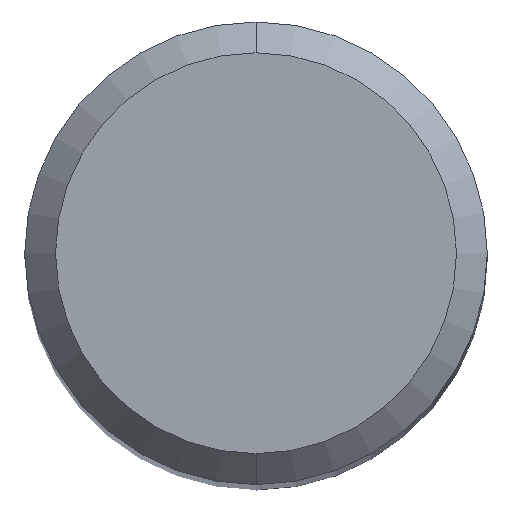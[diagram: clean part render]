
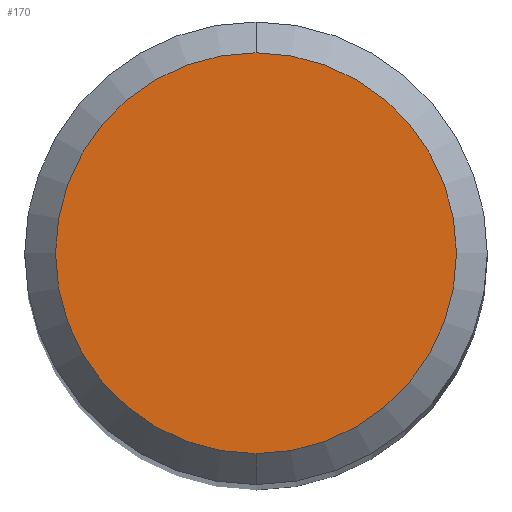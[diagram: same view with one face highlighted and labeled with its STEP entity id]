
A CAD part, top view. The second image highlights one B-rep face of the part: STEP entity #170.
In plain terms, the highlighted planar face has unit normal (0, 0, 1).
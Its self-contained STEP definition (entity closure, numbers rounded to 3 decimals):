
#160=EDGE_CURVE('',#168,#248,#333,.T.);
#168=VERTEX_POINT('',#342);
#170=ADVANCED_FACE('',(#344),#345,.T.);
#184=EDGE_CURVE('',#248,#168,#361,.T.);
#248=VERTEX_POINT('',#432);
#333=CIRCLE('',#526,2.6);
#342=CARTESIAN_POINT('',(0.0,2.6,0.0));
#344=FACE_OUTER_BOUND('',#540,.T.);
#345=PLANE('',#541);
#361=CIRCLE('',#563,2.6);
#432=CARTESIAN_POINT('',(0.,-2.6,0.0));
#526=AXIS2_PLACEMENT_3D('',#734,#735,#736);
#540=EDGE_LOOP('',(#748,#749));
#541=AXIS2_PLACEMENT_3D('',#750,#751,#752);
#563=AXIS2_PLACEMENT_3D('',#773,#774,#775);
#734=CARTESIAN_POINT('',(0.0,0.0,0.0));
#735=DIRECTION('',(0.0,0.0,-1.0));
#736=DIRECTION('',(0.0,1.0,0.0));
#748=ORIENTED_EDGE('',*,*,#160,.F.);
#749=ORIENTED_EDGE('',*,*,#184,.F.);
#750=CARTESIAN_POINT('',(0.0,1.3,0.0));
#751=DIRECTION('',(-0.0,0.0,1.0));
#752=DIRECTION('',(0.0,-1.0,0.0));
#773=CARTESIAN_POINT('',(0.0,0.0,0.0));
#774=DIRECTION('',(0.0,0.0,-1.0));
#775=DIRECTION('',(0.0,1.0,0.0));
